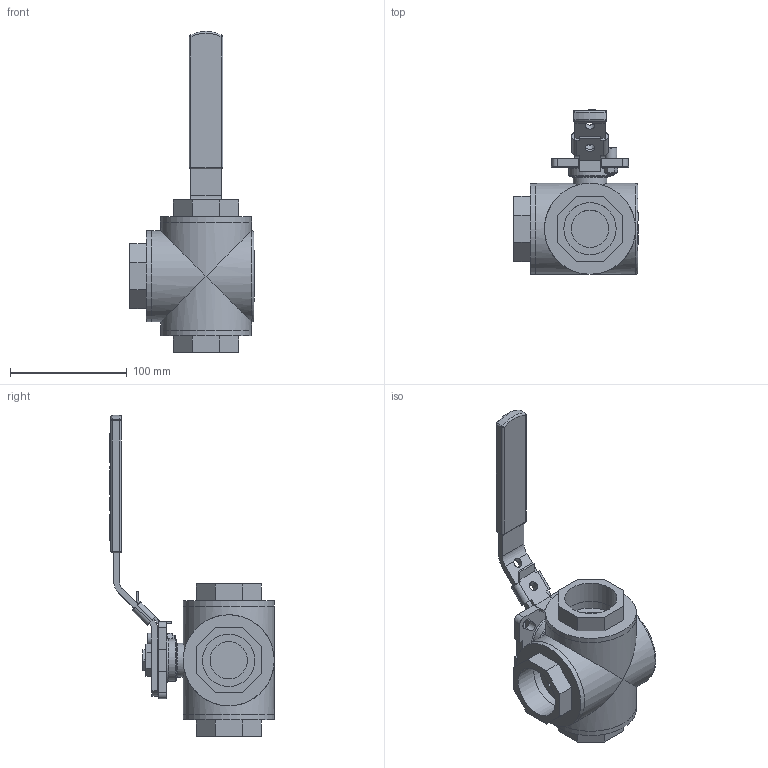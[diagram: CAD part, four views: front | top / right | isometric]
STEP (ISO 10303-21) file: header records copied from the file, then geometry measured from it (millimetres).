
FILE_DESCRIPTION(/* description */ ('780008'),/* implementation_level */ '2;1');
FILE_NAME(/* name */ '780008.stp',/* time_stamp */ '2019-06-19T13:20:20+02:00',/* author */ ('jmorand'),/* organization */ ('Sferaco'),/* preprocessor_version */ 'ST-DEVELOPER v17.2',/* originating_system */ 'Autodesk Inventor 2019',/* authorisation */ '');
FILE_SCHEMA (('AUTOMOTIVE_DESIGN { 1 0 10303 214 3 1 1 }'));
Length unit declared in the file: millimetre
Products named in the file (1): 780008_bd
Bounding box: 107 x 141 x 275.5 mm (x, y, z)
Volume: 674198.2 mm3; surface area: 134824.5 mm2
Topology: 12 solids, 12 shells, 975 faces, 2585 edges, 1719 vertices
Faces by surface type: plane 550, bspline 338, cylinder 66, sphere 8, cone 7, torus 6
Full cylindrical faces by diameter (mm): 4.917 x1, 6 x1, 8 x3, 10 x1, 13.835 x1, 18 x2, 28 x1, 29 x1, 32 x3, 33 x1, 36 x1, 44.845 x6, 78 x6
Entity records: 33960 total; most frequent: CARTESIAN_POINT 10810, ORIENTED_EDGE 5170, DIRECTION 3359, EDGE_CURVE 2585, VERTEX_POINT 1719, LINE 1689, VECTOR 1689, EDGE_LOOP 1088
